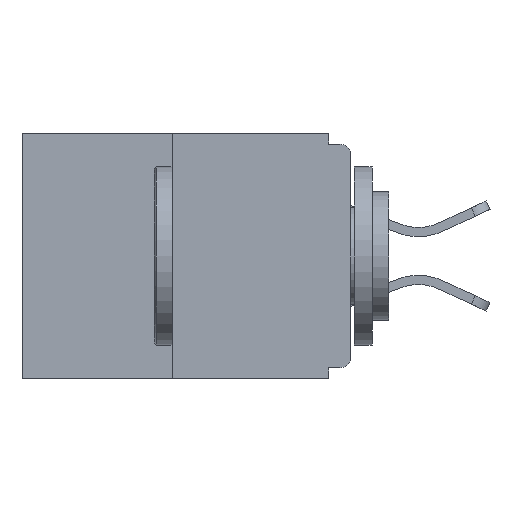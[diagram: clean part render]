
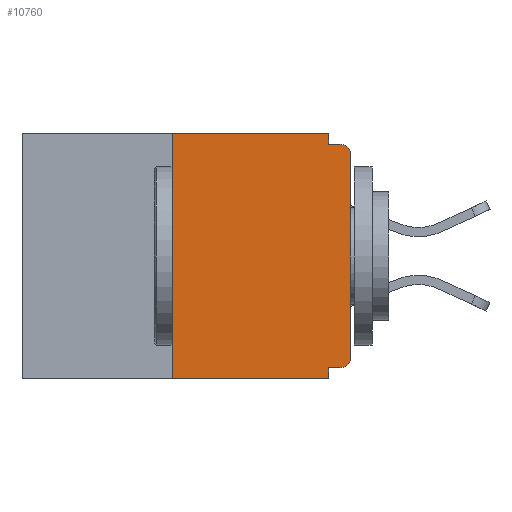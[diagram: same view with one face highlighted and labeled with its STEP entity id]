
A CAD part, left-side view. The second image highlights one B-rep face of the part: STEP entity #10760.
In plain terms, the highlighted planar face has unit normal (-1, 0, 0).
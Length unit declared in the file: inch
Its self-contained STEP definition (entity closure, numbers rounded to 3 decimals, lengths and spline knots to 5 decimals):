
#130 = EDGE_CURVE ( 'NONE', #9863, #13642, #3320, .T. ) ;
#195 = VECTOR ( 'NONE', #6552, 39.37008 ) ;
#205 = ORIENTED_EDGE ( 'NONE', *, *, #2775, .F. ) ;
#465 = CARTESIAN_POINT ( 'NONE',  ( 0., 0.46, -0.343 ) ) ;
#495 = VERTEX_POINT ( 'NONE', #2420 ) ;
#958 = FACE_OUTER_BOUND ( 'NONE', #14827, .T. ) ;
#1990 = DIRECTION ( 'NONE',  ( -1., 0., 0. ) ) ;
#2420 = CARTESIAN_POINT ( 'NONE',  ( 0., 0.25, 0. ) ) ;
#2560 = CARTESIAN_POINT ( 'NONE',  ( 0., 0.015, -0.328 ) ) ;
#2775 = EDGE_CURVE ( 'NONE', #6843, #6338, #7719, .T. ) ;
#2793 = CARTESIAN_POINT ( 'NONE',  ( 0., 0.46, 0. ) ) ;
#2865 = CARTESIAN_POINT ( 'NONE',  ( 0., 0., -0.328 ) ) ;
#3036 = DIRECTION ( 'NONE',  ( 0., 0., -1. ) ) ;
#3320 = CIRCLE ( 'NONE', #3329, 0.015 ) ;
#3329 = AXIS2_PLACEMENT_3D ( 'NONE', #14797, #3727, #6194 ) ;
#3727 = DIRECTION ( 'NONE',  ( -1., 0., 0. ) ) ;
#3874 = LINE ( 'NONE', #12825, #195 ) ;
#4286 = CARTESIAN_POINT ( 'NONE',  ( 0., 0.25, 0. ) ) ;
#4518 = LINE ( 'NONE', #4286, #8852 ) ;
#4914 = VERTEX_POINT ( 'NONE', #10483 ) ;
#5026 = LINE ( 'NONE', #5807, #8011 ) ;
#5033 = VECTOR ( 'NONE', #3036, 39.37008 ) ;
#5267 = DIRECTION ( 'NONE',  ( 0., 0., -1. ) ) ;
#5277 = DIRECTION ( 'NONE',  ( 0., -1., 0. ) ) ;
#5289 = DIRECTION ( 'NONE',  ( 0., 1., 0. ) ) ;
#5420 = PLANE ( 'NONE',  #14222 ) ;
#5609 = EDGE_CURVE ( 'NONE', #15919, #13948, #11673, .T. ) ;
#5616 = DIRECTION ( 'NONE',  ( 0., -1., 0. ) ) ;
#5807 = CARTESIAN_POINT ( 'NONE',  ( 0., 0., 0. ) ) ;
#6194 = DIRECTION ( 'NONE',  ( 0., 0., -1. ) ) ;
#6223 = CARTESIAN_POINT ( 'NONE',  ( 0., 0., -0.313 ) ) ;
#6316 = CARTESIAN_POINT ( 'NONE',  ( 0., 0.031, -0.343 ) ) ;
#6338 = VERTEX_POINT ( 'NONE', #13351 ) ;
#6371 = VECTOR ( 'NONE', #5289, 39.37008 ) ;
#6552 = DIRECTION ( 'NONE',  ( 0., -1., 0. ) ) ;
#6815 = ORIENTED_EDGE ( 'NONE', *, *, #13091, .F. ) ;
#6836 = CIRCLE ( 'NONE', #12794, 0.015 ) ;
#6843 = VERTEX_POINT ( 'NONE', #8674 ) ;
#7712 = EDGE_CURVE ( 'NONE', #13504, #6338, #15745, .T. ) ;
#7719 = LINE ( 'NONE', #6316, #8516 ) ;
#7867 = ORIENTED_EDGE ( 'NONE', *, *, #7712, .T. ) ;
#7879 = ORIENTED_EDGE ( 'NONE', *, *, #5609, .F. ) ;
#7932 = CARTESIAN_POINT ( 'NONE',  ( 0., 0.031, 0. ) ) ;
#8011 = VECTOR ( 'NONE', #9676, 39.37008 ) ;
#8030 = DIRECTION ( 'NONE',  ( 0., 0., 1. ) ) ;
#8085 = CARTESIAN_POINT ( 'NONE',  ( 0., 0.25, -0.343 ) ) ;
#8516 = VECTOR ( 'NONE', #11191, 39.37008 ) ;
#8661 = EDGE_CURVE ( 'NONE', #13642, #14545, #5026, .T. ) ;
#8674 = CARTESIAN_POINT ( 'NONE',  ( 0., 0.031, -0.328 ) ) ;
#8847 = ORIENTED_EDGE ( 'NONE', *, *, #14959, .F. ) ;
#8852 = VECTOR ( 'NONE', #8030, 39.37008 ) ;
#9133 = CARTESIAN_POINT ( 'NONE',  ( 0., 0.031, 0. ) ) ;
#9154 = DIRECTION ( 'NONE',  ( 1., 0., 0. ) ) ;
#9434 = VECTOR ( 'NONE', #5616, 39.37008 ) ;
#9439 = CARTESIAN_POINT ( 'NONE',  ( 0., 0.015, -0.03 ) ) ;
#9676 = DIRECTION ( 'NONE',  ( 0., 0., 1. ) ) ;
#9863 = VERTEX_POINT ( 'NONE', #2560 ) ;
#10062 = ORIENTED_EDGE ( 'NONE', *, *, #8661, .T. ) ;
#10483 = CARTESIAN_POINT ( 'NONE',  ( 0., 0.015, -0.015 ) ) ;
#10700 = DIRECTION ( 'NONE',  ( 0., 0., -1. ) ) ;
#10740 = CARTESIAN_POINT ( 'NONE',  ( 0., 0.46, 0. ) ) ;
#10760 = ADVANCED_FACE ( 'NONE', ( #958 ), #5420, .F. ) ;
#11191 = DIRECTION ( 'NONE',  ( 0., 0., -1. ) ) ;
#11626 = CARTESIAN_POINT ( 'NONE',  ( 0., 0., -0.03 ) ) ;
#11673 = LINE ( 'NONE', #7932, #5033 ) ;
#12359 = CARTESIAN_POINT ( 'NONE',  ( 0., 0.031, -0.015 ) ) ;
#12419 = LINE ( 'NONE', #2865, #6371 ) ;
#12478 = ORIENTED_EDGE ( 'NONE', *, *, #13495, .T. ) ;
#12794 = AXIS2_PLACEMENT_3D ( 'NONE', #9439, #1990, #10700 ) ;
#12825 = CARTESIAN_POINT ( 'NONE',  ( 0., 0., -0.015 ) ) ;
#13091 = EDGE_CURVE ( 'NONE', #495, #15919, #15962, .T. ) ;
#13181 = ORIENTED_EDGE ( 'NONE', *, *, #13447, .F. ) ;
#13351 = CARTESIAN_POINT ( 'NONE',  ( 0., 0.031, -0.343 ) ) ;
#13447 = EDGE_CURVE ( 'NONE', #13504, #495, #4518, .T. ) ;
#13495 = EDGE_CURVE ( 'NONE', #14545, #4914, #6836, .T. ) ;
#13504 = VERTEX_POINT ( 'NONE', #8085 ) ;
#13642 = VERTEX_POINT ( 'NONE', #6223 ) ;
#13948 = VERTEX_POINT ( 'NONE', #12359 ) ;
#14220 = VECTOR ( 'NONE', #5277, 39.37008 ) ;
#14222 = AXIS2_PLACEMENT_3D ( 'NONE', #2793, #9154, #5267 ) ;
#14294 = ORIENTED_EDGE ( 'NONE', *, *, #14493, .F. ) ;
#14406 = ORIENTED_EDGE ( 'NONE', *, *, #130, .T. ) ;
#14493 = EDGE_CURVE ( 'NONE', #9863, #6843, #12419, .T. ) ;
#14545 = VERTEX_POINT ( 'NONE', #11626 ) ;
#14797 = CARTESIAN_POINT ( 'NONE',  ( 0., 0.015, -0.313 ) ) ;
#14827 = EDGE_LOOP ( 'NONE', ( #6815, #13181, #7867, #205, #14294, #14406, #10062, #12478, #8847, #7879 ) ) ;
#14959 = EDGE_CURVE ( 'NONE', #13948, #4914, #3874, .T. ) ;
#15745 = LINE ( 'NONE', #465, #14220 ) ;
#15919 = VERTEX_POINT ( 'NONE', #9133 ) ;
#15962 = LINE ( 'NONE', #10740, #9434 ) ;
